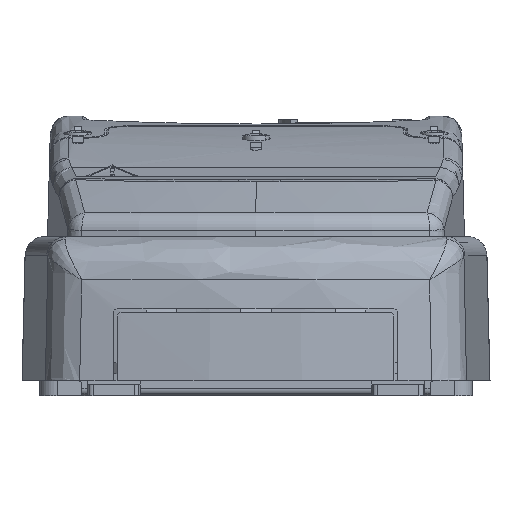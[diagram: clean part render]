
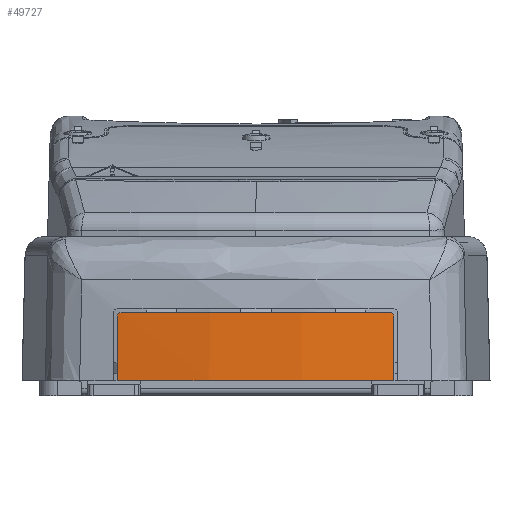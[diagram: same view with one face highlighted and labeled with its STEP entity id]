
A CAD part, front view. The second image highlights one B-rep face of the part: STEP entity #49727.
In plain terms, the highlighted conical face has half-angle 2 degrees and reference radius 201.5 mm.
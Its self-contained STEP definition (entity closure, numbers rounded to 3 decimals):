
#4099 = CARTESIAN_POINT ( 'NONE',  ( 1377.769, 1510.904, 118.706 ) ) ;
#5000 = CARTESIAN_POINT ( 'NONE',  ( 1377.834, 1510.895, 118.783 ) ) ;
#6760 = CARTESIAN_POINT ( 'NONE',  ( 1377.565, 1510.922, 118.1 ) ) ;
#7787 = DIRECTION ( 'NONE',  ( 1., 0., 0. ) ) ;
#7996 = EDGE_CURVE ( 'NONE', #83498, #163786, #44684, .T. ) ;
#9519 = EDGE_CURVE ( 'NONE', #46242, #163786, #139834, .T. ) ;
#10878 = EDGE_CURVE ( 'NONE', #84123, #131560, #31935, .T. ) ;
#11803 = CARTESIAN_POINT ( 'NONE',  ( 1377.565, 1510.922, 118.1 ) ) ;
#12672 = ORIENTED_EDGE ( 'NONE', *, *, #97853, .T. ) ;
#12979 = CARTESIAN_POINT ( 'NONE',  ( 1450.098, 1510.455, 118.948 ) ) ;
#13133 = ORIENTED_EDGE ( 'NONE', *, *, #42937, .T. ) ;
#15238 = ORIENTED_EDGE ( 'NONE', *, *, #10878, .T. ) ;
#16120 = CARTESIAN_POINT ( 'NONE',  ( 1450.565, 1510.508, 118.1 ) ) ;
#21276 = CARTESIAN_POINT ( 'NONE',  ( 1377.589, 1510.926, 118.356 ) ) ;
#21422 = FACE_OUTER_BOUND ( 'NONE', #34373, .T. ) ;
#24820 = CARTESIAN_POINT ( 'NONE',  ( 1450.253, 1510.479, 118.826 ) ) ;
#29771 = CARTESIAN_POINT ( 'NONE',  ( 1450.54, 1510.513, 118.356 ) ) ;
#30634 = CARTESIAN_POINT ( 'NONE',  ( 1377.858, 1510.891, 118.807 ) ) ;
#31935 =( BOUNDED_CURVE ( )  B_SPLINE_CURVE ( 2, ( #11803, #69885, #122629 ),
 .UNSPECIFIED., .F., .T. ) 
 B_SPLINE_CURVE_WITH_KNOTS ( ( 3, 3 ),
 ( -84.117, -67.184 ),
 .UNSPECIFIED. ) 
 CURVE ( )  GEOMETRIC_REPRESENTATION_ITEM ( )  RATIONAL_B_SPLINE_CURVE ( ( 1., 1., 1. ) ) 
 REPRESENTATION_ITEM ( '' )  );
#32603 = CARTESIAN_POINT ( 'NONE',  ( 1450.272, 1510.481, 118.807 ) ) ;
#34373 = EDGE_LOOP ( 'NONE', ( #62881, #13133, #157219, #99025, #15238, #12672, #86268, #73019 ) ) ;
#37276 = CARTESIAN_POINT ( 'NONE',  ( 1415.184, 1708.275, 119.1 ) ) ;
#42937 = EDGE_CURVE ( 'NONE', #45691, #74615, #47461, .T. ) ;
#44684 =( BOUNDED_CURVE ( )  B_SPLINE_CURVE ( 2, ( #178330, #165588, #67433 ),
 .UNSPECIFIED., .F., .F. ) 
 B_SPLINE_CURVE_WITH_KNOTS ( ( 3, 3 ),
 ( -135.699, -118.766 ),
 .UNSPECIFIED. ) 
 CURVE ( )  GEOMETRIC_REPRESENTATION_ITEM ( )  RATIONAL_B_SPLINE_CURVE ( ( 1., 1., 1. ) ) 
 REPRESENTATION_ITEM ( '' )  );
#45691 = VERTEX_POINT ( 'NONE', #106497 ) ;
#46242 = VERTEX_POINT ( 'NONE', #32603 ) ;
#47461 = CIRCLE ( 'NONE', #172241, 200.871 ) ;
#49122 = CARTESIAN_POINT ( 'NONE',  ( 1378.565, 1510.769, 119.1 ) ) ;
#49727 = ADVANCED_FACE ( 'NONE', ( #21422 ), #70030, .T. ) ;
#51171 = CARTESIAN_POINT ( 'NONE',  ( 1450.272, 1510.481, 118.807 ) ) ;
#55188 = CARTESIAN_POINT ( 'NONE',  ( 1378.262, 1510.824, 119.062 ) ) ;
#59507 = CARTESIAN_POINT ( 'NONE',  ( 1377.817, 1510.897, 118.764 ) ) ;
#62881 = ORIENTED_EDGE ( 'NONE', *, *, #75159, .F. ) ;
#66564 = CARTESIAN_POINT ( 'NONE',  ( 1450.192, 1510.47, 118.879 ) ) ;
#67433 = CARTESIAN_POINT ( 'NONE',  ( 1450.565, 1510.508, 118.1 ) ) ;
#68385 = CARTESIAN_POINT ( 'NONE',  ( 1450.17, 1510.466, 118.897 ) ) ;
#69885 = CARTESIAN_POINT ( 'NONE',  ( 1377.565, 1510.62, 109.613 ) ) ;
#70030 = CONICAL_SURFACE ( 'NONE', #151406, 201.5, 0.035 ) ;
#70574 = CARTESIAN_POINT ( 'NONE',  ( 1378.406, 1510.799, 119.1 ) ) ;
#73019 = ORIENTED_EDGE ( 'NONE', *, *, #9519, .F. ) ;
#74007 = CARTESIAN_POINT ( 'NONE',  ( 1377.749, 1510.907, 118.679 ) ) ;
#74615 = VERTEX_POINT ( 'NONE', #49122 ) ;
#75159 = EDGE_CURVE ( 'NONE', #45691, #46242, #177232, .T. ) ;
#81781 = VERTEX_POINT ( 'NONE', #126468 ) ;
#82003 = CARTESIAN_POINT ( 'NONE',  ( 1450.223, 1510.474, 118.853 ) ) ;
#83498 = VERTEX_POINT ( 'NONE', #125976 ) ;
#84123 = VERTEX_POINT ( 'NONE', #114104 ) ;
#85019 = EDGE_CURVE ( 'NONE', #81781, #74615, #109664, .T. ) ;
#86048 = CARTESIAN_POINT ( 'NONE',  ( 1450.296, 1510.485, 118.783 ) ) ;
#86268 = ORIENTED_EDGE ( 'NONE', *, *, #7996, .T. ) ;
#89430 = CARTESIAN_POINT ( 'NONE',  ( 1377.801, 1510.9, 118.745 ) ) ;
#90459 = DIRECTION ( 'NONE',  ( 0., 0., -1. ) ) ;
#97853 = EDGE_CURVE ( 'NONE', #131560, #83498, #135579, .T. ) ;
#98866 = DIRECTION ( 'NONE',  ( 0., 0., 1. ) ) ;
#99025 = ORIENTED_EDGE ( 'NONE', *, *, #145333, .F. ) ;
#101299 = CARTESIAN_POINT ( 'NONE',  ( 1377.846, 1510.893, 118.795 ) ) ;
#102196 = CARTESIAN_POINT ( 'NONE',  ( 1377.694, 1510.915, 118.596 ) ) ;
#106497 = CARTESIAN_POINT ( 'NONE',  ( 1449.565, 1510.367, 119.1 ) ) ;
#106567 = CARTESIAN_POINT ( 'NONE',  ( 1450.261, 1510.48, 118.818 ) ) ;
#107037 = CARTESIAN_POINT ( 'NONE',  ( 1450.272, 1510.481, 118.807 ) ) ;
#107949 = CARTESIAN_POINT ( 'NONE',  ( 1450.283, 1510.483, 118.796 ) ) ;
#109664 = B_SPLINE_CURVE_WITH_KNOTS ( 'NONE', 3,
 ( #30634, #165173, #139680, #55188, #70574, #166962 ),
 .UNSPECIFIED., .F., .F.,
 ( 4, 2, 4 ),
 ( 0.498, 0.749, 1. ),
 .UNSPECIFIED. ) ;
#111537 = CARTESIAN_POINT ( 'NONE',  ( 1450.318, 1510.488, 118.758 ) ) ;
#114104 = CARTESIAN_POINT ( 'NONE',  ( 1377.565, 1510.922, 118.1 ) ) ;
#117598 = CARTESIAN_POINT ( 'NONE',  ( 1377.858, 1510.891, 118.807 ) ) ;
#121103 = CARTESIAN_POINT ( 'NONE',  ( 1449.867, 1510.418, 119.062 ) ) ;
#122018 = CARTESIAN_POINT ( 'NONE',  ( 1450.234, 1510.476, 118.844 ) ) ;
#122629 = CARTESIAN_POINT ( 'NONE',  ( 1377.565, 1510.317, 101.1 ) ) ;
#125976 = CARTESIAN_POINT ( 'NONE',  ( 1450.565, 1509.905, 101.1 ) ) ;
#126468 = CARTESIAN_POINT ( 'NONE',  ( 1377.858, 1510.891, 118.807 ) ) ;
#128720 = CARTESIAN_POINT ( 'NONE',  ( 1415.184, 1708.275, 101.1 ) ) ;
#131560 = VERTEX_POINT ( 'NONE', #175940 ) ;
#132131 = CARTESIAN_POINT ( 'NONE',  ( 1377.663, 1510.918, 118.538 ) ) ;
#132651 = DIRECTION ( 'NONE',  ( 1., 0., 0. ) ) ;
#135579 = CIRCLE ( 'NONE', #164681, 201.5 ) ;
#139680 = CARTESIAN_POINT ( 'NONE',  ( 1378.024, 1510.864, 118.951 ) ) ;
#139834 = B_SPLINE_CURVE_WITH_KNOTS ( 'NONE', 3,
 ( #107037, #107949, #86048, #111537, #140623, #167003, #153362, #154255, #29771, #168792, #16120 ),
 .UNSPECIFIED., .F., .F.,
 ( 4, 2, 1, 2, 2, 4 ),
 ( 0.502, 0.533, 0.564, 0.627, 0.751, 1. ),
 .UNSPECIFIED. ) ;
#140623 = CARTESIAN_POINT ( 'NONE',  ( 1450.351, 1510.492, 118.72 ) ) ;
#144266 = DIRECTION ( 'NONE',  ( 1., 0., 0. ) ) ;
#145333 = EDGE_CURVE ( 'NONE', #84123, #81781, #156169, .T. ) ;
#147494 = CARTESIAN_POINT ( 'NONE',  ( 1449.565, 1510.367, 119.1 ) ) ;
#148411 = CARTESIAN_POINT ( 'NONE',  ( 1450.045, 1510.447, 118.98 ) ) ;
#151406 = AXIS2_PLACEMENT_3D ( 'NONE', #128720, #90459, #7787 ) ;
#153362 = CARTESIAN_POINT ( 'NONE',  ( 1450.436, 1510.503, 118.596 ) ) ;
#154255 = CARTESIAN_POINT ( 'NONE',  ( 1450.466, 1510.506, 118.538 ) ) ;
#156169 = B_SPLINE_CURVE_WITH_KNOTS ( 'NONE', 3,
 ( #6760, #160311, #21276, #132131, #102196, #74007, #4099, #89430, #59507, #5000, #101299, #156740, #117598 ),
 .UNSPECIFIED., .F., .F.,
 ( 4, 2, 2, 2, 1, 2, 4 ),
 ( 0., 0.249, 0.373, 0.435, 0.467, 0.482, 0.498 ),
 .UNSPECIFIED. ) ;
#156740 = CARTESIAN_POINT ( 'NONE',  ( 1377.853, 1510.892, 118.803 ) ) ;
#157219 = ORIENTED_EDGE ( 'NONE', *, *, #85019, .F. ) ;
#157888 = CARTESIAN_POINT ( 'NONE',  ( 1415.184, 1708.275, 101.1 ) ) ;
#160311 = CARTESIAN_POINT ( 'NONE',  ( 1377.565, 1510.926, 118.227 ) ) ;
#163786 = VERTEX_POINT ( 'NONE', #164595 ) ;
#163871 = CARTESIAN_POINT ( 'NONE',  ( 1449.724, 1510.395, 119.1 ) ) ;
#164595 = CARTESIAN_POINT ( 'NONE',  ( 1450.565, 1510.508, 118.1 ) ) ;
#164681 = AXIS2_PLACEMENT_3D ( 'NONE', #157888, #98866, #144266 ) ;
#165173 = CARTESIAN_POINT ( 'NONE',  ( 1377.93, 1510.88, 118.88 ) ) ;
#165588 = CARTESIAN_POINT ( 'NONE',  ( 1450.565, 1510.207, 109.613 ) ) ;
#166962 = CARTESIAN_POINT ( 'NONE',  ( 1378.565, 1510.769, 119.1 ) ) ;
#167003 = CARTESIAN_POINT ( 'NONE',  ( 1450.381, 1510.496, 118.68 ) ) ;
#168792 = CARTESIAN_POINT ( 'NONE',  ( 1450.565, 1510.513, 118.227 ) ) ;
#172241 = AXIS2_PLACEMENT_3D ( 'NONE', #37276, #172705, #132651 ) ;
#172705 = DIRECTION ( 'NONE',  ( 0., 0., -1. ) ) ;
#175940 = CARTESIAN_POINT ( 'NONE',  ( 1377.565, 1510.317, 101.1 ) ) ;
#177232 = B_SPLINE_CURVE_WITH_KNOTS ( 'NONE', 3,
 ( #147494, #163871, #121103, #148411, #12979, #68385, #66564, #82003, #122018, #24820, #106567, #51171 ),
 .UNSPECIFIED., .F., .F.,
 ( 4, 2, 2, 2, 2, 4 ),
 ( 0., 0.251, 0.377, 0.439, 0.471, 0.502 ),
 .UNSPECIFIED. ) ;
#178330 = CARTESIAN_POINT ( 'NONE',  ( 1450.565, 1509.905, 101.1 ) ) ;
